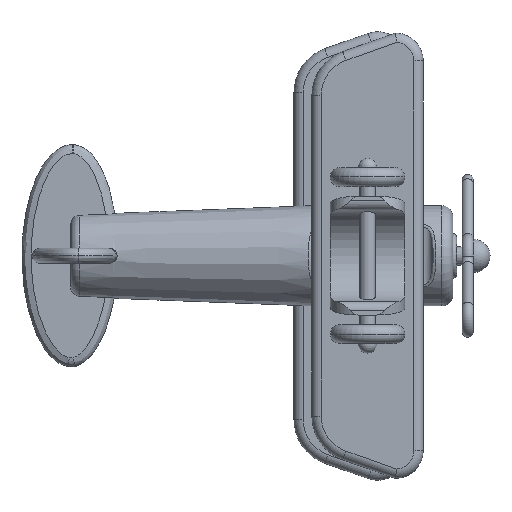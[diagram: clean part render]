
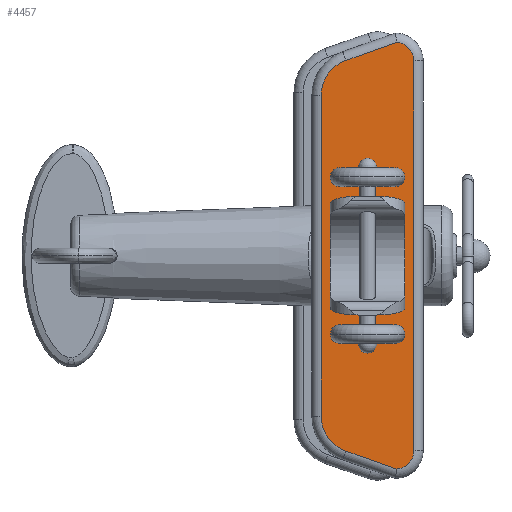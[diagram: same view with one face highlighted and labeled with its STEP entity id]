
A CAD part, top view. The second image highlights one B-rep face of the part: STEP entity #4457.
In plain terms, the highlighted face is planar.
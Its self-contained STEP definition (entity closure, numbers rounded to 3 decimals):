
#366=PLANE('',#5401);
#512=FACE_BOUND('',#928,.T.);
#607=FACE_OUTER_BOUND('',#927,.T.);
#927=EDGE_LOOP('',(#3377,#3378,#3379,#3380,#3381,#3382,#3383,#3384));
#928=EDGE_LOOP('',(#3385,#3386,#3387,#3388));
#1236=LINE('',#10996,#1439);
#1239=LINE('',#11002,#1442);
#1241=LINE('',#11007,#1444);
#1244=LINE('',#11011,#1447);
#1253=LINE('',#11062,#1456);
#1254=LINE('',#11066,#1457);
#1255=LINE('',#11070,#1458);
#1256=LINE('',#11073,#1459);
#1439=VECTOR('',#6213,40.);
#1442=VECTOR('',#6218,46.);
#1444=VECTOR('',#6222,40.);
#1447=VECTOR('',#6227,46.);
#1456=VECTOR('',#6278,210.);
#1457=VECTOR('',#6281,29.121);
#1458=VECTOR('',#6284,172.793);
#1459=VECTOR('',#6287,29.121);
#1739=CIRCLE('',#5402,10.);
#1740=CIRCLE('',#5403,10.);
#1741=CIRCLE('',#5404,20.);
#1742=CIRCLE('',#5405,20.);
#2106=VERTEX_POINT('',#10990);
#2108=VERTEX_POINT('',#10994);
#2110=VERTEX_POINT('',#10999);
#2112=VERTEX_POINT('',#11006);
#2131=VERTEX_POINT('',#11058);
#2132=VERTEX_POINT('',#11059);
#2133=VERTEX_POINT('',#11061);
#2134=VERTEX_POINT('',#11063);
#2135=VERTEX_POINT('',#11065);
#2136=VERTEX_POINT('',#11067);
#2137=VERTEX_POINT('',#11069);
#2138=VERTEX_POINT('',#11071);
#2560=EDGE_CURVE('',#2106,#2108,#1236,.T.);
#2563=EDGE_CURVE('',#2110,#2106,#1239,.T.);
#2565=EDGE_CURVE('',#2110,#2112,#1241,.T.);
#2568=EDGE_CURVE('',#2112,#2108,#1244,.T.);
#2591=EDGE_CURVE('',#2131,#2132,#1739,.F.);
#2592=EDGE_CURVE('',#2132,#2133,#1253,.F.);
#2593=EDGE_CURVE('',#2133,#2134,#1740,.F.);
#2594=EDGE_CURVE('',#2134,#2135,#1254,.T.);
#2595=EDGE_CURVE('',#2135,#2136,#1741,.F.);
#2596=EDGE_CURVE('',#2136,#2137,#1255,.F.);
#2597=EDGE_CURVE('',#2137,#2138,#1742,.F.);
#2598=EDGE_CURVE('',#2138,#2131,#1256,.F.);
#3377=ORIENTED_EDGE('',*,*,#2591,.T.);
#3378=ORIENTED_EDGE('',*,*,#2592,.T.);
#3379=ORIENTED_EDGE('',*,*,#2593,.T.);
#3380=ORIENTED_EDGE('',*,*,#2594,.T.);
#3381=ORIENTED_EDGE('',*,*,#2595,.T.);
#3382=ORIENTED_EDGE('',*,*,#2596,.T.);
#3383=ORIENTED_EDGE('',*,*,#2597,.T.);
#3384=ORIENTED_EDGE('',*,*,#2598,.T.);
#3385=ORIENTED_EDGE('',*,*,#2560,.T.);
#3386=ORIENTED_EDGE('',*,*,#2568,.F.);
#3387=ORIENTED_EDGE('',*,*,#2565,.F.);
#3388=ORIENTED_EDGE('',*,*,#2563,.T.);
#4457=ADVANCED_FACE('',(#607,#512),#366,.F.);
#5401=AXIS2_PLACEMENT_3D('',#11057,#6274,#6275);
#5402=AXIS2_PLACEMENT_3D('',#11060,#6276,#6277);
#5403=AXIS2_PLACEMENT_3D('',#11064,#6279,#6280);
#5404=AXIS2_PLACEMENT_3D('',#11068,#6282,#6283);
#5405=AXIS2_PLACEMENT_3D('',#11072,#6285,#6286);
#6213=DIRECTION('',(0.,0.,-1.));
#6218=DIRECTION('',(1.,0.,0.));
#6222=DIRECTION('',(0.,0.,-1.));
#6227=DIRECTION('',(1.,0.,0.));
#6274=DIRECTION('center_axis',(0.,1.,0.));
#6275=DIRECTION('ref_axis',(0.,0.,1.));
#6276=DIRECTION('center_axis',(0.,1.,0.));
#6277=DIRECTION('ref_axis',(0.,0.,1.));
#6278=DIRECTION('',(-1.,0.,0.));
#6279=DIRECTION('center_axis',(0.,1.,0.));
#6280=DIRECTION('ref_axis',(0.,0.,1.));
#6281=DIRECTION('',(-0.334,0.,0.943));
#6282=DIRECTION('center_axis',(0.,1.,0.));
#6283=DIRECTION('ref_axis',(0.,0.,1.));
#6284=DIRECTION('',(1.,0.,0.));
#6285=DIRECTION('center_axis',(0.,1.,0.));
#6286=DIRECTION('ref_axis',(0.,0.,1.));
#6287=DIRECTION('',(0.334,0.,0.943));
#10990=CARTESIAN_POINT('',(23.,0.,50.));
#10994=CARTESIAN_POINT('',(23.,0.,10.));
#10996=CARTESIAN_POINT('',(23.,0.,50.));
#10999=CARTESIAN_POINT('',(-23.,0.,50.));
#11002=CARTESIAN_POINT('',(-23.,0.,50.));
#11006=CARTESIAN_POINT('',(-23.,0.,10.));
#11007=CARTESIAN_POINT('',(-23.,0.,50.));
#11011=CARTESIAN_POINT('',(-23.,0.,10.));
#11057=CARTESIAN_POINT('Origin',(0.,0.,0.));
#11058=CARTESIAN_POINT('',(-114.97,0.,14.226));
#11059=CARTESIAN_POINT('',(-105.,0.,5.));
#11060=CARTESIAN_POINT('Origin',(-105.,0.,15.));
#11061=CARTESIAN_POINT('',(105.,0.,5.));
#11062=CARTESIAN_POINT('',(105.,0.,5.));
#11063=CARTESIAN_POINT('',(114.97,0.,14.226));
#11064=CARTESIAN_POINT('Origin',(105.,0.,15.));
#11065=CARTESIAN_POINT('',(105.249,0.,41.676));
#11066=CARTESIAN_POINT('',(114.97,0.,14.226));
#11067=CARTESIAN_POINT('',(86.396,0.,55.));
#11068=CARTESIAN_POINT('Origin',(86.396,0.,35.));
#11069=CARTESIAN_POINT('',(-86.396,0.,55.));
#11070=CARTESIAN_POINT('',(-86.396,0.,55.));
#11071=CARTESIAN_POINT('',(-105.249,0.,41.676));
#11072=CARTESIAN_POINT('Origin',(-86.396,0.,35.));
#11073=CARTESIAN_POINT('',(-114.97,0.,14.226));
